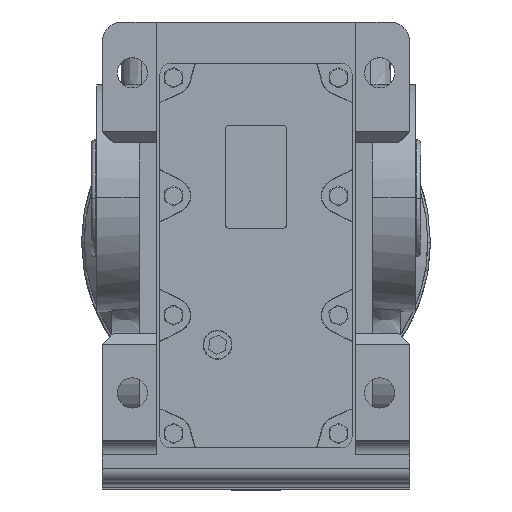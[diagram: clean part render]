
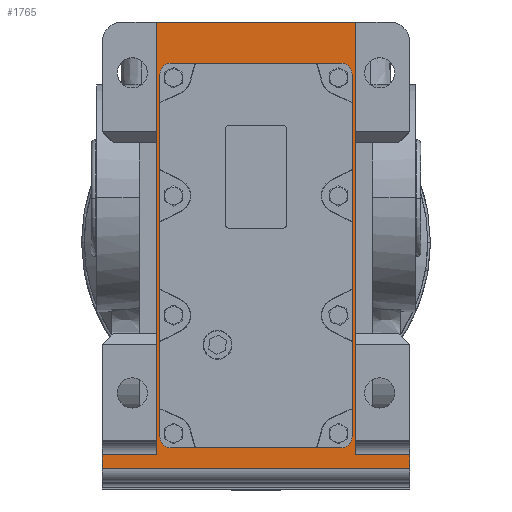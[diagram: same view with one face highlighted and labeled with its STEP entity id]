
A CAD part, top view. The second image highlights one B-rep face of the part: STEP entity #1765.
In plain terms, the highlighted planar face has unit normal (0, 0, 1).
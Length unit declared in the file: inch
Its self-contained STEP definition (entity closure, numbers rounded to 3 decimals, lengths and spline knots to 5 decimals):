
#24 = LINE ( 'NONE', #48100, #27450 ) ;
#74 = VECTOR ( 'NONE', #28501, 39.37008 ) ;
#837 = VERTEX_POINT ( 'NONE', #28184 ) ;
#1430 = VERTEX_POINT ( 'NONE', #3084 ) ;
#1640 = VECTOR ( 'NONE', #53960, 39.37008 ) ;
#1765 = ADVANCED_FACE ( 'NONE', ( #29878, #33145 ), #35893, .F. ) ;
#1898 = CARTESIAN_POINT ( 'NONE',  ( -4.88892, -6.72063, 6.83071 ) ) ;
#2137 = CARTESIAN_POINT ( 'NONE',  ( 2.37486, -7.31118, 6.83071 ) ) ;
#2229 = CARTESIAN_POINT ( 'NONE',  ( -3.3338, 6.07465, 6.83071 ) ) ;
#2805 = VERTEX_POINT ( 'NONE', #46918 ) ;
#3084 = CARTESIAN_POINT ( 'NONE',  ( 2.37486, -6.32693, 6.83071 ) ) ;
#3176 = LINE ( 'NONE', #2137, #50155 ) ;
#3244 = ORIENTED_EDGE ( 'NONE', *, *, #8357, .F. ) ;
#3797 = DIRECTION ( 'NONE',  ( 0., 0., 1. ) ) ;
#3883 = ORIENTED_EDGE ( 'NONE', *, *, #38712, .F. ) ;
#5278 = VECTOR ( 'NONE', #40953, 39.37008 ) ;
#5407 = VERTEX_POINT ( 'NONE', #10893 ) ;
#5907 = ORIENTED_EDGE ( 'NONE', *, *, #10033, .F. ) ;
#6473 = CARTESIAN_POINT ( 'NONE',  ( 3.92998, -6.72063, 6.83071 ) ) ;
#7281 = VERTEX_POINT ( 'NONE', #6473 ) ;
#7366 = ORIENTED_EDGE ( 'NONE', *, *, #13304, .F. ) ;
#7629 = VERTEX_POINT ( 'NONE', #2229 ) ;
#7727 = EDGE_CURVE ( 'NONE', #15879, #49585, #9181, .T. ) ;
#7878 = VECTOR ( 'NONE', #20719, 39.37008 ) ;
#8357 = EDGE_CURVE ( 'NONE', #7629, #8451, #47671, .T. ) ;
#8451 = VERTEX_POINT ( 'NONE', #12381 ) ;
#8539 = EDGE_CURVE ( 'NONE', #37166, #2805, #50287, .T. ) ;
#8775 = EDGE_CURVE ( 'NONE', #18002, #5407, #24, .T. ) ;
#9028 = DIRECTION ( 'NONE',  ( 1., 0., 0. ) ) ;
#9181 = LINE ( 'NONE', #53259, #5278 ) ;
#9232 = CIRCLE ( 'NONE', #46544, 0.31496 ) ;
#9746 = CARTESIAN_POINT ( 'NONE',  ( -3.23538, 4.57859, 6.83071 ) ) ;
#10033 = EDGE_CURVE ( 'NONE', #5407, #837, #45664, .T. ) ;
#10450 = LINE ( 'NONE', #16529, #7878 ) ;
#10851 = DIRECTION ( 'NONE',  ( 0., 0., -1. ) ) ;
#10893 = CARTESIAN_POINT ( 'NONE',  ( 1.96147, -6.13008, 6.83071 ) ) ;
#12172 = CARTESIAN_POINT ( 'NONE',  ( -2.92042, 4.57859, 6.83071 ) ) ;
#12381 = CARTESIAN_POINT ( 'NONE',  ( 2.37486, 6.07465, 6.83071 ) ) ;
#12388 = CARTESIAN_POINT ( 'NONE',  ( -3.3338, -6.32693, 6.83071 ) ) ;
#12783 = AXIS2_PLACEMENT_3D ( 'NONE', #21749, #17699, #17884 ) ;
#13304 = EDGE_CURVE ( 'NONE', #837, #37166, #37784, .T. ) ;
#13823 = CARTESIAN_POINT ( 'NONE',  ( -2.92042, 4.89355, 6.83071 ) ) ;
#13894 = LINE ( 'NONE', #24566, #46570 ) ;
#15879 = VERTEX_POINT ( 'NONE', #38069 ) ;
#16529 = CARTESIAN_POINT ( 'NONE',  ( -3.3338, 4.89355, 6.83071 ) ) ;
#16545 = ORIENTED_EDGE ( 'NONE', *, *, #36952, .T. ) ;
#17699 = DIRECTION ( 'NONE',  ( 0., 0., 1. ) ) ;
#17884 = DIRECTION ( 'NONE',  ( 1., 0., 0. ) ) ;
#18002 = VERTEX_POINT ( 'NONE', #20839 ) ;
#18019 = EDGE_CURVE ( 'NONE', #7281, #49585, #13894, .T. ) ;
#18637 = EDGE_LOOP ( 'NONE', ( #21484, #31473, #45213, #7366, #5907, #33896, #47675, #43087 ) ) ;
#19090 = DIRECTION ( 'NONE',  ( 0., 1., 0. ) ) ;
#19425 = DIRECTION ( 'NONE',  ( 0., 1., 0. ) ) ;
#19510 = VECTOR ( 'NONE', #32006, 39.37008 ) ;
#19730 = EDGE_CURVE ( 'NONE', #26970, #7281, #46465, .T. ) ;
#20615 = LINE ( 'NONE', #12388, #1640 ) ;
#20630 = EDGE_CURVE ( 'NONE', #2805, #52990, #10450, .T. ) ;
#20719 = DIRECTION ( 'NONE',  ( -1., 0., 0. ) ) ;
#20839 = CARTESIAN_POINT ( 'NONE',  ( -2.92042, -6.13008, 6.83071 ) ) ;
#20982 = DIRECTION ( 'NONE',  ( 1., 0., 0. ) ) ;
#21484 = ORIENTED_EDGE ( 'NONE', *, *, #29120, .F. ) ;
#21661 = CARTESIAN_POINT ( 'NONE',  ( -2.92042, -5.81512, 6.83071 ) ) ;
#21749 = CARTESIAN_POINT ( 'NONE',  ( 1.96147, -5.81512, 6.83071 ) ) ;
#22236 = AXIS2_PLACEMENT_3D ( 'NONE', #49811, #29587, #20982 ) ;
#22394 = AXIS2_PLACEMENT_3D ( 'NONE', #31341, #10851, #23482 ) ;
#22991 = CARTESIAN_POINT ( 'NONE',  ( -3.23538, -5.81512, 6.83071 ) ) ;
#23482 = DIRECTION ( 'NONE',  ( 0., 1., 0. ) ) ;
#24566 = CARTESIAN_POINT ( 'NONE',  ( -3.3338, -6.72063, 6.83071 ) ) ;
#26233 = DIRECTION ( 'NONE',  ( 1., 0., 0. ) ) ;
#26895 = VECTOR ( 'NONE', #28703, 39.37008 ) ;
#26970 = VERTEX_POINT ( 'NONE', #45008 ) ;
#27450 = VECTOR ( 'NONE', #26233, 39.37008 ) ;
#27516 = CARTESIAN_POINT ( 'NONE',  ( 2.27643, -7.31118, 6.83071 ) ) ;
#27819 = EDGE_CURVE ( 'NONE', #34027, #18002, #34829, .T. ) ;
#27895 = VERTEX_POINT ( 'NONE', #9746 ) ;
#28184 = CARTESIAN_POINT ( 'NONE',  ( 2.27643, -5.81512, 6.83071 ) ) ;
#28238 = EDGE_CURVE ( 'NONE', #1430, #26970, #51052, .T. ) ;
#28382 = CARTESIAN_POINT ( 'NONE',  ( -3.23538, -7.31118, 6.83071 ) ) ;
#28405 = ORIENTED_EDGE ( 'NONE', *, *, #7727, .T. ) ;
#28501 = DIRECTION ( 'NONE',  ( 1., 0., 0. ) ) ;
#28703 = DIRECTION ( 'NONE',  ( 0., -1., 0. ) ) ;
#29120 = EDGE_CURVE ( 'NONE', #52990, #27895, #9232, .T. ) ;
#29587 = DIRECTION ( 'NONE',  ( 0., 0., 1. ) ) ;
#29878 = FACE_OUTER_BOUND ( 'NONE', #51624, .T. ) ;
#31086 = EDGE_CURVE ( 'NONE', #27895, #34027, #41776, .T. ) ;
#31213 = DIRECTION ( 'NONE',  ( 0., -1., 0. ) ) ;
#31341 = CARTESIAN_POINT ( 'NONE',  ( -3.3338, -7.31118, 6.83071 ) ) ;
#31473 = ORIENTED_EDGE ( 'NONE', *, *, #20630, .F. ) ;
#31574 = ORIENTED_EDGE ( 'NONE', *, *, #28238, .F. ) ;
#32006 = DIRECTION ( 'NONE',  ( 0., -1., 0. ) ) ;
#32504 = VECTOR ( 'NONE', #31213, 39.37008 ) ;
#33145 = FACE_BOUND ( 'NONE', #18637, .T. ) ;
#33421 = CARTESIAN_POINT ( 'NONE',  ( 2.27643, 4.57859, 6.83071 ) ) ;
#33896 = ORIENTED_EDGE ( 'NONE', *, *, #8775, .F. ) ;
#34027 = VERTEX_POINT ( 'NONE', #22991 ) ;
#34829 = CIRCLE ( 'NONE', #47528, 0.31496 ) ;
#35893 = PLANE ( 'NONE',  #22394 ) ;
#36952 = EDGE_CURVE ( 'NONE', #7629, #53546, #48092, .T. ) ;
#37166 = VERTEX_POINT ( 'NONE', #33421 ) ;
#37784 = LINE ( 'NONE', #27516, #44314 ) ;
#37789 = CARTESIAN_POINT ( 'NONE',  ( -3.3338, -6.32693, 6.83071 ) ) ;
#38069 = CARTESIAN_POINT ( 'NONE',  ( -4.88892, -6.32693, 6.83071 ) ) ;
#38712 = EDGE_CURVE ( 'NONE', #15879, #53546, #20615, .T. ) ;
#39356 = VECTOR ( 'NONE', #50325, 39.37008 ) ;
#40953 = DIRECTION ( 'NONE',  ( 0., -1., 0. ) ) ;
#41144 = CARTESIAN_POINT ( 'NONE',  ( 3.92998, -6.09071, 6.83071 ) ) ;
#41776 = LINE ( 'NONE', #28382, #19510 ) ;
#42303 = DIRECTION ( 'NONE',  ( 0., 0., 1. ) ) ;
#43087 = ORIENTED_EDGE ( 'NONE', *, *, #31086, .F. ) ;
#44314 = VECTOR ( 'NONE', #19090, 39.37008 ) ;
#45008 = CARTESIAN_POINT ( 'NONE',  ( 3.92998, -6.32693, 6.83071 ) ) ;
#45213 = ORIENTED_EDGE ( 'NONE', *, *, #8539, .F. ) ;
#45664 = CIRCLE ( 'NONE', #12783, 0.31496 ) ;
#46465 = LINE ( 'NONE', #41144, #26895 ) ;
#46544 = AXIS2_PLACEMENT_3D ( 'NONE', #12172, #3797, #53760 ) ;
#46570 = VECTOR ( 'NONE', #53849, 39.37008 ) ;
#46640 = ORIENTED_EDGE ( 'NONE', *, *, #18019, .F. ) ;
#46918 = CARTESIAN_POINT ( 'NONE',  ( 1.96147, 4.89355, 6.83071 ) ) ;
#47528 = AXIS2_PLACEMENT_3D ( 'NONE', #21661, #42303, #9028 ) ;
#47671 = LINE ( 'NONE', #53425, #74 ) ;
#47675 = ORIENTED_EDGE ( 'NONE', *, *, #27819, .F. ) ;
#48092 = LINE ( 'NONE', #48321, #32504 ) ;
#48100 = CARTESIAN_POINT ( 'NONE',  ( -3.3338, -6.13008, 6.83071 ) ) ;
#48321 = CARTESIAN_POINT ( 'NONE',  ( -3.3338, -7.31118, 6.83071 ) ) ;
#49585 = VERTEX_POINT ( 'NONE', #1898 ) ;
#49811 = CARTESIAN_POINT ( 'NONE',  ( 1.96147, 4.57859, 6.83071 ) ) ;
#50155 = VECTOR ( 'NONE', #19425, 39.37008 ) ;
#50287 = CIRCLE ( 'NONE', #22236, 0.31496 ) ;
#50325 = DIRECTION ( 'NONE',  ( 1., 0., 0. ) ) ;
#51052 = LINE ( 'NONE', #37789, #39356 ) ;
#51418 = ORIENTED_EDGE ( 'NONE', *, *, #19730, .F. ) ;
#51624 = EDGE_LOOP ( 'NONE', ( #52239, #3244, #16545, #3883, #28405, #46640, #51418, #31574 ) ) ;
#52239 = ORIENTED_EDGE ( 'NONE', *, *, #53410, .T. ) ;
#52990 = VERTEX_POINT ( 'NONE', #13823 ) ;
#53259 = CARTESIAN_POINT ( 'NONE',  ( -4.88892, -6.09071, 6.83071 ) ) ;
#53410 = EDGE_CURVE ( 'NONE', #1430, #8451, #3176, .T. ) ;
#53425 = CARTESIAN_POINT ( 'NONE',  ( -0.47947, 6.07465, 6.83071 ) ) ;
#53525 = CARTESIAN_POINT ( 'NONE',  ( -3.3338, -6.32693, 6.83071 ) ) ;
#53546 = VERTEX_POINT ( 'NONE', #53525 ) ;
#53760 = DIRECTION ( 'NONE',  ( 1., 0., 0. ) ) ;
#53849 = DIRECTION ( 'NONE',  ( -1., 0., 0. ) ) ;
#53960 = DIRECTION ( 'NONE',  ( 1., 0., 0. ) ) ;
